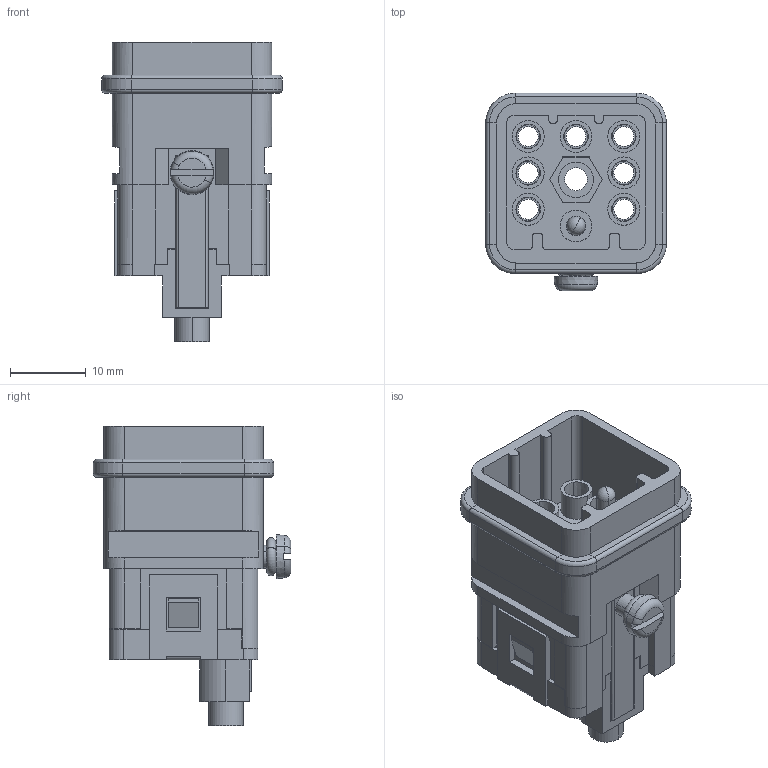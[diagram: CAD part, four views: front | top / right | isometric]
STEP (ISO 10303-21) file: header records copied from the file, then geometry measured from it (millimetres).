
FILE_DESCRIPTION(('CATIA V5 STEP','CAx-IF Rec.Pracs.--- Model Styling and Organization---1.2---2011-12-15'),'2;1');
FILE_NAME ('13426681_2_1003190000_1003190000 HDC HQ 7 MC.stp','2018-08-13T09:30:25+00:00',('none'),('Weidmueller'),'CATIA Version 5-6 Release 2014 SP4 HF52','CATIA V5 STEP AP214','none');
FILE_SCHEMA(('AUTOMOTIVE_DESIGN { 1 0 10303 214 1 1 1 1 }'));
Length unit declared in the file: millimetre
Products named in the file (1): 1003190000
Bounding box: 23.8 x 26.04 x 39.5 mm (x, y, z)
Volume: 6928 mm3; surface area: 10154.9 mm2
Topology: 1 solids, 8 shells, 595 faces, 1495 edges, 937 vertices
Faces by surface type: plane 250, cylinder 218, cone 80, torus 43, sphere 4
Entity records: 16553 total; most frequent: CARTESIAN_POINT 3342, ORIENTED_EDGE 2978, DIRECTION 2174, EDGE_CURVE 1489, AXIS2_PLACEMENT_3D 976, VERTEX_POINT 937, VECTOR 826, LINE 826
